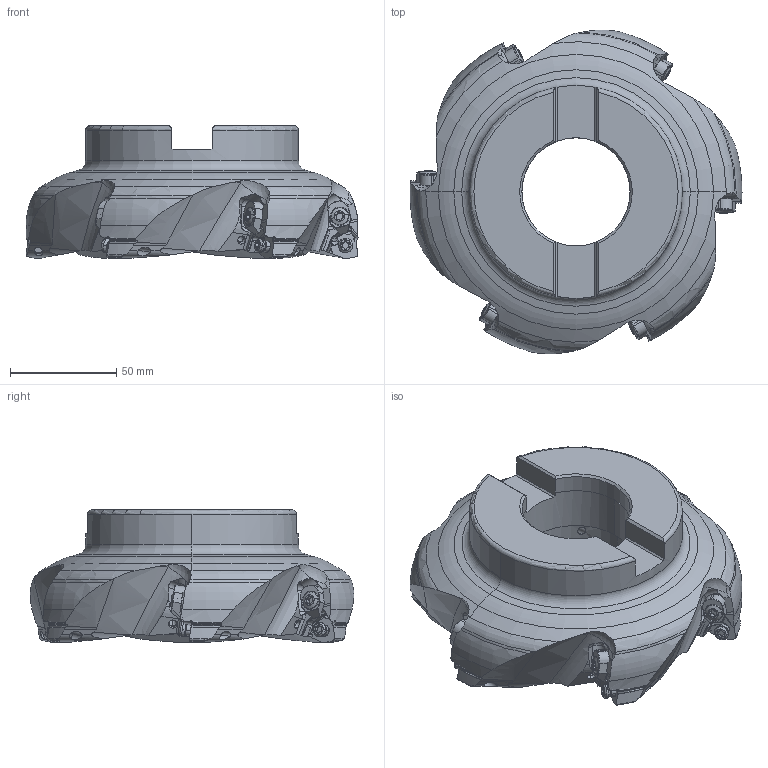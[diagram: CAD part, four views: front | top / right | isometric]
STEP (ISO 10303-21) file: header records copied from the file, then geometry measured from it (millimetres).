
FILE_DESCRIPTION(/* description */ (''),/* implementation_level */ '2;1');
FILE_NAME(/* name */ 'AJX14RA16006F.stp',/* time_stamp */ '2021-09-08T11:49:09+09:00',/* author */ (''),/* organization */ (''),/* preprocessor_version */ 'ST-DEVELOPER v16',/* originating_system */ 'SIEMENS PLM Software NX 10.0',/* authorisation */ '');
FILE_SCHEMA (('AUTOMOTIVE_DESIGN { 1 0 10303 214 3 1 1 1 }'));
Products named in the file (1): AJX14RA16006F_ASM
Bounding box: 156 x 152.21 x 62.14 mm (x, y, z)
Volume: 562477.9 mm3; surface area: 74826.8 mm2
Topology: 25 solids, 25 shells, 1293 faces, 3564 edges, 2395 vertices
Faces by surface type: cylinder 618, plane 357, cone 176, torus 94, sphere 30, bspline 18
Entity records: 52673 total; most frequent: CARTESIAN_POINT 18760, DIRECTION 7102, ORIENTED_EDGE 7008, EDGE_CURVE 3504, AXIS2_PLACEMENT_3D 2924, VERTEX_POINT 2310, CIRCLE 1460, EDGE_LOOP 1392
